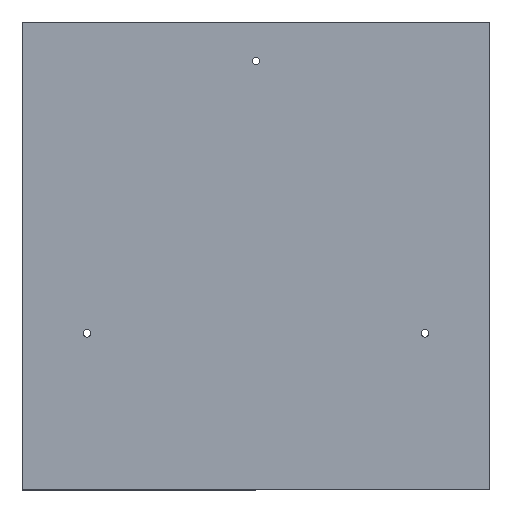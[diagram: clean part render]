
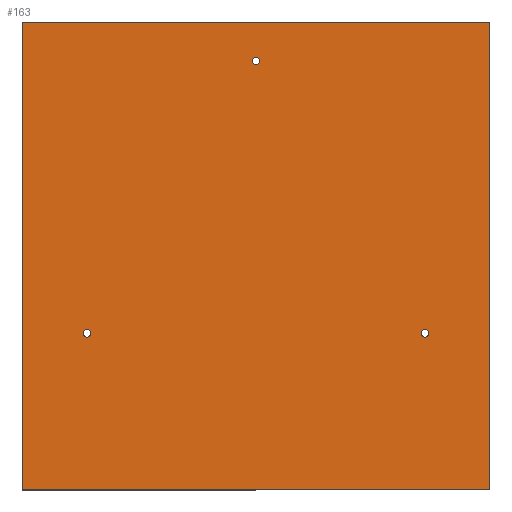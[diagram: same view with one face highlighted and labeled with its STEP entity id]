
A CAD part, top view. The second image highlights one B-rep face of the part: STEP entity #163.
In plain terms, the highlighted planar face has unit normal (0, 0, 1).
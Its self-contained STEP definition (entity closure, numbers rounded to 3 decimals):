
#23=LINE('',#248,#35);
#24=LINE('',#251,#36);
#25=LINE('',#253,#37);
#26=LINE('',#255,#38);
#35=VECTOR('',#206,1000.);
#36=VECTOR('',#207,1000.);
#37=VECTOR('',#208,1000.);
#38=VECTOR('',#209,1000.);
#47=ORIENTED_EDGE('',*,*,#83,.F.);
#48=ORIENTED_EDGE('',*,*,#84,.T.);
#49=ORIENTED_EDGE('',*,*,#85,.T.);
#50=ORIENTED_EDGE('',*,*,#86,.T.);
#51=ORIENTED_EDGE('',*,*,#87,.T.);
#52=ORIENTED_EDGE('',*,*,#88,.F.);
#53=ORIENTED_EDGE('',*,*,#89,.F.);
#83=EDGE_CURVE('',#101,#101,#115,.T.);
#84=EDGE_CURVE('',#102,#103,#23,.T.);
#85=EDGE_CURVE('',#103,#104,#24,.T.);
#86=EDGE_CURVE('',#104,#105,#25,.T.);
#87=EDGE_CURVE('',#105,#102,#26,.T.);
#88=EDGE_CURVE('',#106,#106,#116,.T.);
#89=EDGE_CURVE('',#107,#107,#117,.T.);
#101=VERTEX_POINT('',#247);
#102=VERTEX_POINT('',#249);
#103=VERTEX_POINT('',#250);
#104=VERTEX_POINT('',#252);
#105=VERTEX_POINT('',#254);
#106=VERTEX_POINT('',#257);
#107=VERTEX_POINT('',#259);
#115=CIRCLE('',#186,1.5);
#116=CIRCLE('',#187,1.5);
#117=CIRCLE('',#188,1.5);
#121=EDGE_LOOP('',(#47));
#122=EDGE_LOOP('',(#48,#49,#50,#51));
#123=EDGE_LOOP('',(#52));
#124=EDGE_LOOP('',(#53));
#139=FACE_BOUND('',#121,.T.);
#140=FACE_BOUND('',#122,.T.);
#141=FACE_BOUND('',#123,.T.);
#142=FACE_BOUND('',#124,.T.);
#157=PLANE('',#185);
#163=ADVANCED_FACE('',(#139,#140,#141,#142),#157,.T.);
#185=AXIS2_PLACEMENT_3D('',#245,#202,#203);
#186=AXIS2_PLACEMENT_3D('',#246,#204,#205);
#187=AXIS2_PLACEMENT_3D('',#256,#210,#211);
#188=AXIS2_PLACEMENT_3D('',#258,#212,#213);
#202=DIRECTION('',(0.,0.,1.));
#203=DIRECTION('',(1.,0.,0.));
#204=DIRECTION('',(0.,0.,1.));
#205=DIRECTION('',(1.,0.,0.));
#206=DIRECTION('',(0.,1.,0.));
#207=DIRECTION('',(-1.,0.,0.));
#208=DIRECTION('',(0.,-1.,0.));
#209=DIRECTION('',(1.,0.,0.));
#210=DIRECTION('',(0.,0.,1.));
#211=DIRECTION('',(1.,0.,0.));
#212=DIRECTION('',(0.,0.,1.));
#213=DIRECTION('',(1.,0.,0.));
#245=CARTESIAN_POINT('',(0.,0.,2.));
#246=CARTESIAN_POINT('',(-155.,60.294,2.));
#247=CARTESIAN_POINT('',(-153.5,60.294,2.));
#248=CARTESIAN_POINT('',(0.,0.,2.));
#249=CARTESIAN_POINT('',(0.,0.,2.));
#250=CARTESIAN_POINT('',(0.,180.,2.));
#251=CARTESIAN_POINT('',(0.,180.,2.));
#252=CARTESIAN_POINT('',(-180.,180.,2.));
#253=CARTESIAN_POINT('',(-180.,0.,2.));
#254=CARTESIAN_POINT('',(-180.,0.,2.));
#255=CARTESIAN_POINT('',(0.,0.,2.));
#256=CARTESIAN_POINT('',(-90.,165.,2.));
#257=CARTESIAN_POINT('',(-88.5,165.,2.));
#258=CARTESIAN_POINT('',(-25.,60.294,2.));
#259=CARTESIAN_POINT('',(-23.5,60.294,2.));
